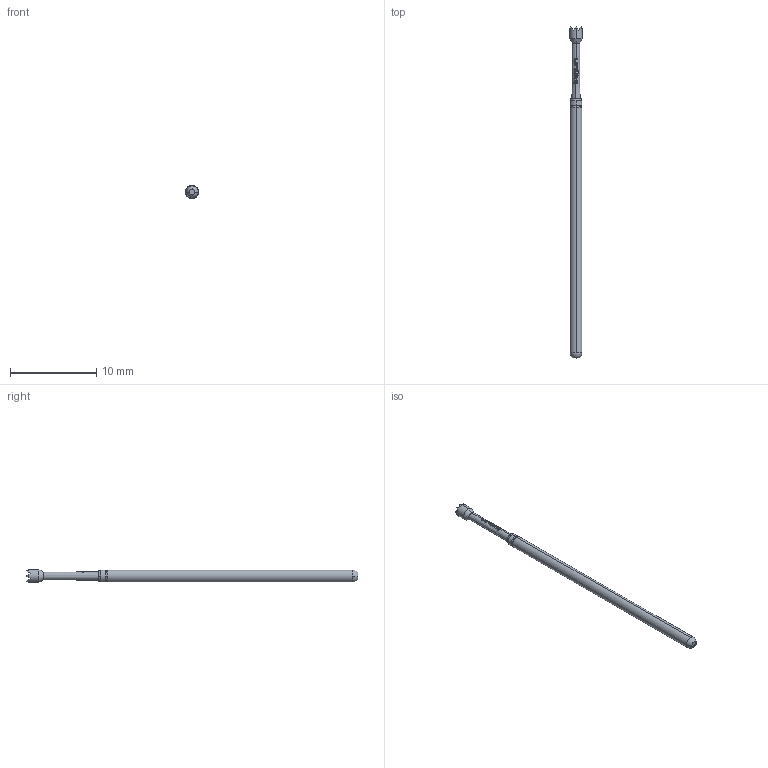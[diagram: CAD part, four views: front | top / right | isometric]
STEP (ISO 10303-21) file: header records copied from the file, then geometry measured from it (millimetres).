
FILE_DESCRIPTION (( 'STEP AP203' ), '1' );
FILE_NAME ('INGUN_GKS-100_306_150_A_xx00_E.STEP', '2021-10-29T08:54:02', ( 'ochi' ), ( '' ), 'SwSTEP 2.0', 'SolidWorks 2018', '' );
FILE_SCHEMA (( 'CONFIG_CONTROL_DESIGN' ));
Length unit declared in the file: millimetre
Products named in the file (1): INGUN_GKS-100_306_150_A_xx00_E
Bounding box: 1.5 x 38.4 x 1.5 mm (x, y, z)
Volume: 50.7 mm3; surface area: 160.4 mm2
Topology: 1 solids, 1 shells, 125 faces, 331 edges, 208 vertices
Faces by surface type: bspline 59, plane 30, cone 20, cylinder 8, torus 6, sphere 2
Entity records: 4937 total; most frequent: CARTESIAN_POINT 2409, ORIENTED_EDGE 658, EDGE_CURVE 329, DIRECTION 274, VERTEX_POINT 208, B_SPLINE_CURVE_WITH_KNOTS 207, EDGE_LOOP 127, ADVANCED_FACE 125
